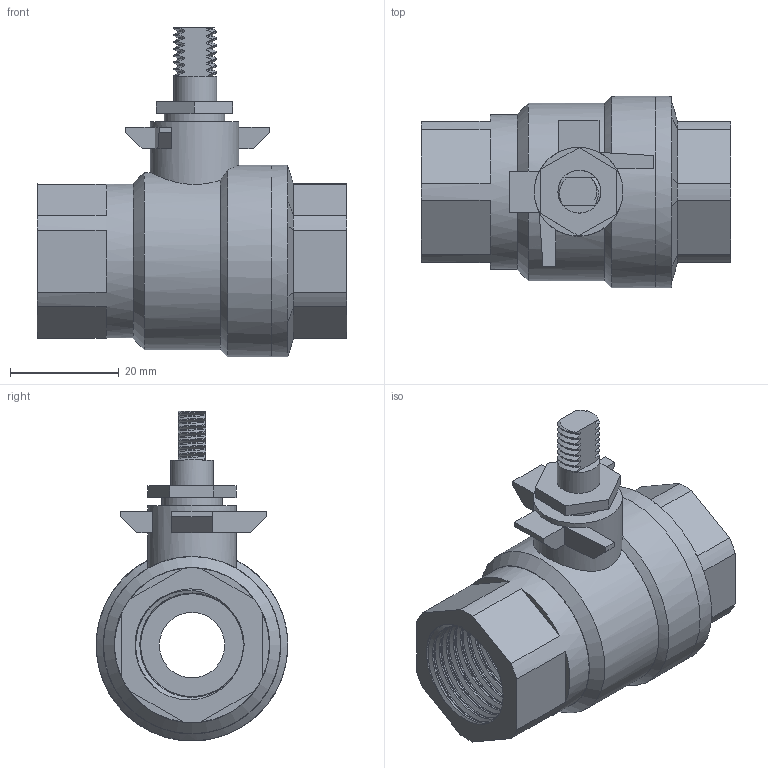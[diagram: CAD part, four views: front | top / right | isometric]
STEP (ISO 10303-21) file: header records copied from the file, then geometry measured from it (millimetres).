
FILE_DESCRIPTION(/* description */ (''),/* implementation_level */ '2;1');
FILE_NAME(/* name */ '1 2 Two Piece Ball Valve BVS4B L T.step',/* time_stamp */ '2020-10-28T15:36:07+11:00',/* author */ (''),/* organization */ (''),/* preprocessor_version */ 'ST-DEVELOPER v18.1',/* originating_system */ 'Autodesk Translation Framework v9.3.0.1241',/* authorisation */ '');
FILE_SCHEMA (('AUTOMOTIVE_DESIGN { 1 0 10303 214 3 1 1 }'));
Length unit declared in the file: millimetre
Products named in the file (4): 1 2 Two Piece Ball Valve BVS4B L T; Main Body; 2nd Body; Component3
Assembly tree (3 placements, depth 2):
  1 2 Two Piece Ball Valve BVS4B L T
    Main Body
    2nd Body
    Component3
Bounding box: 56.75 x 35.2 x 60.6 mm (x, y, z)
Volume: 30595 mm3; surface area: 16999.2 mm2
Topology: 3 solids, 3 shells, 195 faces, 521 edges, 337 vertices
Faces by surface type: plane 76, cylinder 66, bspline 44, cone 8, sphere 1
Full cylindrical faces by diameter (mm): 7.866 x1, 11.1 x1, 11.3 x1, 12 x3, 16.3 x1, 18.6 x1, 20.955 x15, 28.4 x1, 32.55 x1, 35.2 x2
Entity records: 16014 total; most frequent: CARTESIAN_POINT 11505, ORIENTED_EDGE 1040, DIRECTION 701, EDGE_CURVE 520, VERTEX_POINT 337, AXIS2_PLACEMENT_3D 242, B_SPLINE_CURVE_WITH_KNOTS 220, LINE 217
